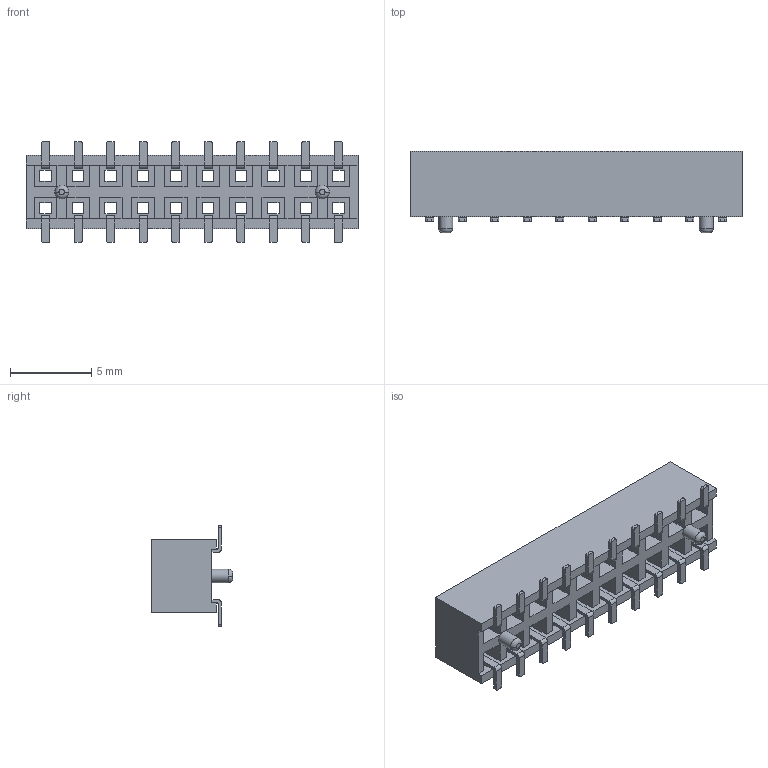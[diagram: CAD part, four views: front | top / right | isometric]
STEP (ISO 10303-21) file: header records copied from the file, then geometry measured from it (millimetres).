
FILE_DESCRIPTION(/* description */ ('STEP AP242','CAx-IF Rec.Pracs.---Representation and Presentation of Product Manufacturing Information (PMI)---4.0---2014-10-13','CAx-IF Rec.Pracs.---3D Tessellated Geometry---0.4---2014-09-14','2;1'),/* implementation_level */ '2;1');
FILE_NAME(/* name */ '67dc3aaba747fd1e772d909c',/* time_stamp */ '2025-03-20T15:56:28Z',/* author */ (''),/* organization */ (''),/* preprocessor_version */ 'ST-DEVELOPER v20',/* originating_system */ 'ONSHAPE BY PTC INC, 1.195',/* authorisation */ ' ');
FILE_SCHEMA (('AP242_MANAGED_MODEL_BASED_3D_ENGINEERING_MIM_LF { 1 0 10303 442 1 1 4 }'));
Length unit declared in the file: metre
Products named in the file (3): Assembly 2; 05X02_PW62; FH20_2XNP_H40_W45_U_DZ
Assembly tree (21 placements, depth 2):
  Assembly 2
    05X02_PW62  x20
    FH20_2XNP_H40_W45_U_DZ
Bounding box: 20.4 x 5 x 6.2 mm (x, y, z)
Volume: 226.9 mm3; surface area: 836.4 mm2
Topology: 21 solids, 21 shells, 498 faces, 1280 edges, 826 vertices
Faces by surface type: plane 412, cylinder 82, torus 4
Full cylindrical faces by diameter (mm): 0.85 x2
Entity records: 8350 total; most frequent: CARTESIAN_POINT 1446, ORIENTED_EDGE 1416, DIRECTION 1314, EDGE_CURVE 708, LINE 686, VECTOR 686, VERTEX_POINT 446, EDGE_LOOP 314
